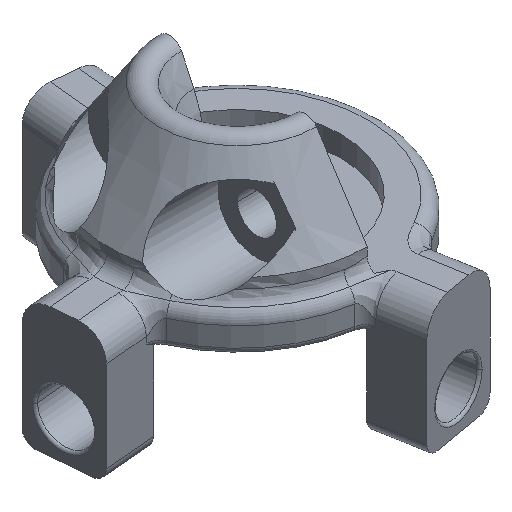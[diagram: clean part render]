
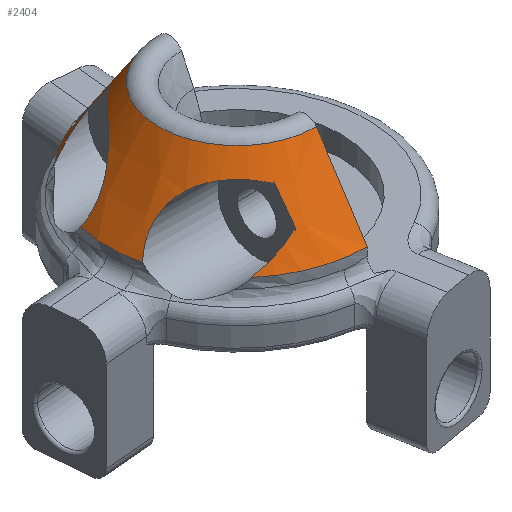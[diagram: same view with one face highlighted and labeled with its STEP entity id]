
A CAD part, isometric view. The second image highlights one B-rep face of the part: STEP entity #2404.
In plain terms, the highlighted conical face has half-angle 33 degrees and reference radius 8.037 mm.
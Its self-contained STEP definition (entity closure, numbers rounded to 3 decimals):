
#251=CARTESIAN_POINT('',(-9.707,-2.402,4.5));
#252=CARTESIAN_POINT('',(-9.621,-2.307,4.665));
#253=CARTESIAN_POINT('',(-9.422,-2.143,5.02));
#254=CARTESIAN_POINT('',(-9.05,-2.,5.627));
#255=CARTESIAN_POINT('',(-8.62,-1.99,6.277));
#256=CARTESIAN_POINT('',(-8.193,-2.11,6.873));
#257=CARTESIAN_POINT('',(-7.782,-2.326,7.396));
#258=CARTESIAN_POINT('',(-7.377,-2.619,7.851));
#259=CARTESIAN_POINT('',(-6.961,-2.986,8.245));
#260=CARTESIAN_POINT('',(-6.514,-3.429,8.577));
#261=CARTESIAN_POINT('',(-6.014,-3.957,8.834));
#262=CARTESIAN_POINT('',(-5.443,-4.562,8.992));
#263=CARTESIAN_POINT('',(-4.776,-5.239,9.017));
#264=CARTESIAN_POINT('',(-4.083,-5.893,8.887));
#265=CARTESIAN_POINT('',(-3.684,-6.249,8.734));
#266=CARTESIAN_POINT('',(-3.5,-6.416,8.645));
#273=CARTESIAN_POINT('',(-3.5,-7.955,6.515));
#274=CARTESIAN_POINT('',(-3.688,-7.982,6.361));
#275=CARTESIAN_POINT('',(-4.1,-8.012,6.049));
#276=CARTESIAN_POINT('',(-4.809,-7.982,5.562));
#277=CARTESIAN_POINT('',(-5.602,-7.863,5.048));
#278=CARTESIAN_POINT('',(-6.194,-7.704,4.684));
#279=CARTESIAN_POINT('',(-6.501,-7.598,4.5));
#281=CARTESIAN_POINT('',(0.,0.,10.545));
#282=DIRECTION('',(0.,0.,-1.));
#283=DIRECTION('',(0.,-1.,0.));
#284=AXIS2_PLACEMENT_3D('',#281,#282,#283);
#286=CARTESIAN_POINT('',(-3.5,-7.955,6.515));
#287=CARTESIAN_POINT('',(-3.5,-7.685,6.897));
#288=CARTESIAN_POINT('',(-3.5,-7.157,7.634));
#289=CARTESIAN_POINT('',(-3.5,-6.658,8.317));
#290=CARTESIAN_POINT('',(-3.5,-6.416,8.645));
#292=CARTESIAN_POINT('',(-3.5,6.416,8.645));
#293=CARTESIAN_POINT('',(-3.5,6.658,8.318));
#294=CARTESIAN_POINT('',(-3.5,7.156,7.635));
#295=CARTESIAN_POINT('',(-3.5,7.684,6.898));
#296=CARTESIAN_POINT('',(-3.5,7.955,6.515));
#341=DIRECTION('',(0.,0.545,-0.839));
#342=VECTOR('',#341,7.207);
#343=CARTESIAN_POINT('',(0.,6.074,10.545));
#344=LINE('',#343,#342);
#378=DIRECTION('',(0.,-0.545,-0.839));
#379=VECTOR('',#378,7.207);
#380=CARTESIAN_POINT('',(0.,-6.074,
10.545));
#381=LINE('',#380,#379);
#409=CARTESIAN_POINT('',(-6.501,7.598,4.5));
#410=CARTESIAN_POINT('',(-6.194,7.704,4.684));
#411=CARTESIAN_POINT('',(-5.602,7.863,5.048));
#412=CARTESIAN_POINT('',(-4.809,7.982,5.562));
#413=CARTESIAN_POINT('',(-4.1,8.012,6.049));
#414=CARTESIAN_POINT('',(-3.688,7.982,6.361));
#415=CARTESIAN_POINT('',(-3.5,7.955,6.515));
#422=CARTESIAN_POINT('',(-3.5,6.416,8.645));
#423=CARTESIAN_POINT('',(-3.686,6.247,8.735));
#424=CARTESIAN_POINT('',(-4.09,5.887,8.889));
#425=CARTESIAN_POINT('',(-4.795,5.221,9.019));
#426=CARTESIAN_POINT('',(-5.473,4.53,8.988));
#427=CARTESIAN_POINT('',(-6.05,3.918,8.82));
#428=CARTESIAN_POINT('',(-6.552,3.391,8.553));
#429=CARTESIAN_POINT('',(-6.997,2.952,8.214));
#430=CARTESIAN_POINT('',(-7.41,2.593,7.816));
#431=CARTESIAN_POINT('',(-7.809,2.309,7.363));
#432=CARTESIAN_POINT('',(-8.21,2.104,6.849));
#433=CARTESIAN_POINT('',(-8.624,1.991,6.27));
#434=CARTESIAN_POINT('',(-9.051,2.,5.625));
#435=CARTESIAN_POINT('',(-9.423,2.144,5.019));
#436=CARTESIAN_POINT('',(-9.621,2.307,4.664));
#437=CARTESIAN_POINT('',(-9.707,2.402,4.5));
#439=CARTESIAN_POINT('',(0.,0.,4.5));
#440=DIRECTION('',(0.,0.,-1.));
#441=DIRECTION('',(-0.65,0.76,0.));
#442=AXIS2_PLACEMENT_3D('',#439,#440,#441);
#480=CARTESIAN_POINT('',(-6.501,-7.598,4.5));
#487=CARTESIAN_POINT('',(0.,0.,4.5));
#488=DIRECTION('',(0.,0.,-1.));
#489=DIRECTION('',(0.,-1.,0.));
#490=AXIS2_PLACEMENT_3D('',#487,#488,#489);
#516=CARTESIAN_POINT('',(-9.707,-2.402,4.5));
#558=CARTESIAN_POINT('',(-9.707,2.402,4.5));
#565=CARTESIAN_POINT('',(0.,0.,4.5));
#566=DIRECTION('',(0.,0.,-1.));
#567=DIRECTION('',(-0.971,-0.24,0.));
#568=AXIS2_PLACEMENT_3D('',#565,#566,#567);
#1903=CARTESIAN_POINT('',(-6.501,7.598,4.5));
#1904=CARTESIAN_POINT('',(0.,10.,4.5));
#1905=VERTEX_POINT('',#1903);
#1906=VERTEX_POINT('',#1904);
#1907=VERTEX_POINT('',#558);
#1918=VERTEX_POINT('',#480);
#1921=VERTEX_POINT('',#516);
#1922=CARTESIAN_POINT('',(0.,-10.,4.5));
#1923=VERTEX_POINT('',#1922);
#1942=VERTEX_POINT('',#292);
#1943=VERTEX_POINT('',#296);
#1944=VERTEX_POINT('',#286);
#1945=VERTEX_POINT('',#290);
#1946=CARTESIAN_POINT('',(0.,-6.075,10.545));
#1947=CARTESIAN_POINT('',(0.,6.075,10.545));
#1948=VERTEX_POINT('',#1946);
#1949=VERTEX_POINT('',#1947);
#2375=CARTESIAN_POINT('',(0.,0.,7.522));
#2376=DIRECTION('',(0.,0.,-1.));
#2377=DIRECTION('',(0.,-1.,0.));
#2378=AXIS2_PLACEMENT_3D('',#2375,#2376,#2377);
#2379=CONICAL_SURFACE('',#2378,8.037,33.);
#2381=ORIENTED_EDGE('',*,*,#2380,.F.);
#2383=ORIENTED_EDGE('',*,*,#2382,.T.);
#2385=ORIENTED_EDGE('',*,*,#2384,.T.);
#2386=ORIENTED_EDGE('',*,*,#2363,.F.);
#2388=ORIENTED_EDGE('',*,*,#2387,.T.);
#2389=ORIENTED_EDGE('',*,*,#2359,.F.);
#2391=ORIENTED_EDGE('',*,*,#2390,.T.);
#2393=ORIENTED_EDGE('',*,*,#2392,.F.);
#2395=ORIENTED_EDGE('',*,*,#2394,.T.);
#2397=ORIENTED_EDGE('',*,*,#2396,.F.);
#2399=ORIENTED_EDGE('',*,*,#2398,.T.);
#2401=ORIENTED_EDGE('',*,*,#2400,.F.);
#2402=EDGE_LOOP('',(#2381,#2383,#2385,#2386,#2388,#2389,#2391,#2393,#2395,#2397,
#2399,#2401));
#2403=FACE_OUTER_BOUND('',#2402,.F.);
#2404=ADVANCED_FACE('',(#2403),#2379,.T.);
#267=B_SPLINE_CURVE_WITH_KNOTS('',3,(#251,#252,#253,#254,#255,#256,#257,#258,
#259,#260,#261,#262,#263,#264,#265,#266),.UNSPECIFIED.,.F.,.F.,(4,1,1,1,1,1,1,1,
1,1,1,1,1,4),(0.,0.077,0.154,0.231,
0.308,0.385,0.462,0.538,
0.615,0.692,0.769,0.846,
0.923,1.),.UNSPECIFIED.);
#280=B_SPLINE_CURVE_WITH_KNOTS('',3,(#273,#274,#275,#276,#277,#278,#279),
.UNSPECIFIED.,.F.,.F.,(4,1,1,1,4),(0.,0.25,0.5,0.75,1.),
.UNSPECIFIED.);
#285=CIRCLE('',#284,6.075);
#291=B_SPLINE_CURVE_WITH_KNOTS('',3,(#286,#287,#288,#289,#290),.UNSPECIFIED.,
.F.,.F.,(4,1,4),(0.,0.5,1.),.UNSPECIFIED.);
#297=B_SPLINE_CURVE_WITH_KNOTS('',3,(#292,#293,#294,#295,#296),.UNSPECIFIED.,
.F.,.F.,(4,1,4),(0.,0.5,1.),.UNSPECIFIED.);
#416=B_SPLINE_CURVE_WITH_KNOTS('',3,(#409,#410,#411,#412,#413,#414,#415),
.UNSPECIFIED.,.F.,.F.,(4,1,1,1,4),(0.,0.25,0.5,0.75,1.),
.UNSPECIFIED.);
#438=B_SPLINE_CURVE_WITH_KNOTS('',3,(#422,#423,#424,#425,#426,#427,#428,#429,
#430,#431,#432,#433,#434,#435,#436,#437),.UNSPECIFIED.,.F.,.F.,(4,1,1,1,1,1,1,1,
1,1,1,1,1,4),(0.,0.077,0.154,0.231,
0.308,0.385,0.462,0.538,
0.615,0.692,0.769,0.846,
0.923,1.),.UNSPECIFIED.);
#443=CIRCLE('',#442,10.);
#491=CIRCLE('',#490,10.);
#569=CIRCLE('',#568,10.);
#2359=EDGE_CURVE('',#1921,#1945,#267,.T.);
#2363=EDGE_CURVE('',#1944,#1918,#280,.T.);
#2380=EDGE_CURVE('',#1948,#1949,#285,.T.);
#2382=EDGE_CURVE('',#1948,#1923,#381,.T.);
#2384=EDGE_CURVE('',#1923,#1918,#491,.T.);
#2387=EDGE_CURVE('',#1944,#1945,#291,.T.);
#2390=EDGE_CURVE('',#1921,#1907,#569,.T.);
#2392=EDGE_CURVE('',#1942,#1907,#438,.T.);
#2394=EDGE_CURVE('',#1942,#1943,#297,.T.);
#2396=EDGE_CURVE('',#1905,#1943,#416,.T.);
#2398=EDGE_CURVE('',#1905,#1906,#443,.T.);
#2400=EDGE_CURVE('',#1949,#1906,#344,.T.);
